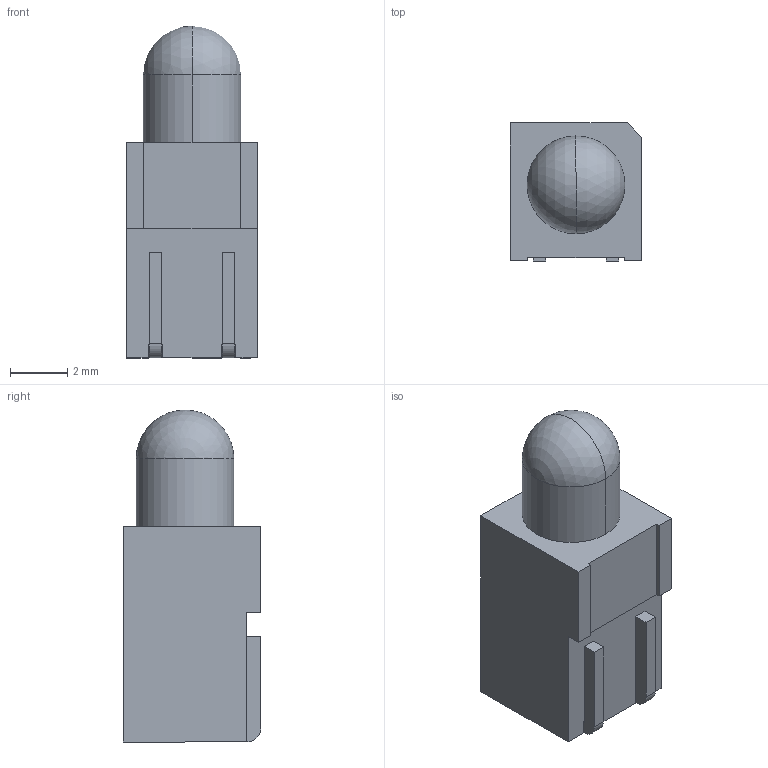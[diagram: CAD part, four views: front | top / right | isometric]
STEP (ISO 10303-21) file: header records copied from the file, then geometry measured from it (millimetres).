
FILE_DESCRIPTION (( 'STEP AP214' ), '1' );
FILE_NAME ('WP138A8QMP.STEP', '2008-09-07T18:12:14', ( '' ), ( '' ), 'SwSTEP 2.0', 'SolidWorks 2008', '' );
FILE_SCHEMA (( 'AUTOMOTIVE_DESIGN' ));
Length unit declared in the file: millimetre
Products named in the file (1): WP138A8QMP
Bounding box: 4.57 x 4.8 x 11.55 mm (x, y, z)
Volume: 184 mm3; surface area: 234.8 mm2
Topology: 1 solids, 1 shells, 326 faces, 884 edges, 587 vertices
Faces by surface type: plane 202, bspline 116, cylinder 6, sphere 2
Entity records: 19115 total; most frequent: CARTESIAN_POINT 8180, ORIENTED_EDGE 1760, DIRECTION 1084, EDGE_CURVE 880, VECTOR 634, LINE 634, VERTEX_POINT 585, EDGE_LOOP 355
